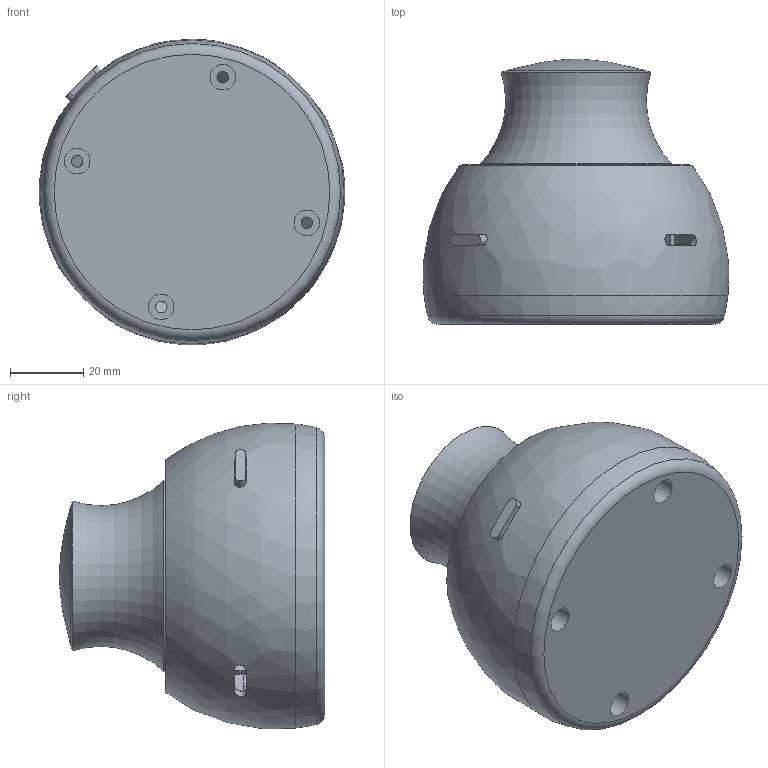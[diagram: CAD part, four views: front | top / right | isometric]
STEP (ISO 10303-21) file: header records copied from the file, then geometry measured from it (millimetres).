
FILE_DESCRIPTION(/* description */ ('','CAx-IF Rec.Pracs.---Representation and Presentation of Product Manufacturing Information (PMI)---4.0---2014-10-13'),/* implementation_level */ '2;1');
FILE_NAME(/* name */ 'Hall Effect Spacemouse smaller V3.step',/* time_stamp */ '2025-04-08T17:03:05+01:00',/* author */ (''),/* organization */ (''),/* preprocessor_version */ 'ST-DEVELOPER v20',/* originating_system */ 'Autodesk Translation Framework v13.20.0.188',/* authorisation */ '');
FILE_SCHEMA (('AP242_MANAGED_MODEL_BASED_3D_ENGINEERING_MIM_LF { 1 0 10303 442 1 1 4 }'));
Length unit declared in the file: millimetre
Products named in the file (1): Hall Effect Spacemouse smaller V3
Bounding box: 83.49 x 72.5 x 83.52 mm (x, y, z)
Volume: 76539.6 mm3; surface area: 80635.4 mm2
Topology: 12 solids, 12 shells, 547 faces, 1449 edges, 967 vertices
Faces by surface type: plane 364, cylinder 160, bspline 10, cone 7, torus 6
Full cylindrical faces by diameter (mm): 1.2 x16, 2 x2, 3.2 x18, 3.4 x4, 4.2 x3, 4.6 x10, 7 x12, 8.6 x6, 9.8 x8, 10 x1, 14.2 x1, 15 x1, 17.2 x1, 30 x1, 32.885 x1, 33 x1, 34.785 x1, 34.885 x1, 35.4 x1, 38 x2, 77 x1
Entity records: 18816 total; most frequent: CARTESIAN_POINT 4670, ORIENTED_EDGE 2894, DIRECTION 2863, EDGE_CURVE 1447, AXIS2_PLACEMENT_3D 969, VERTEX_POINT 967, LINE 925, VECTOR 925
